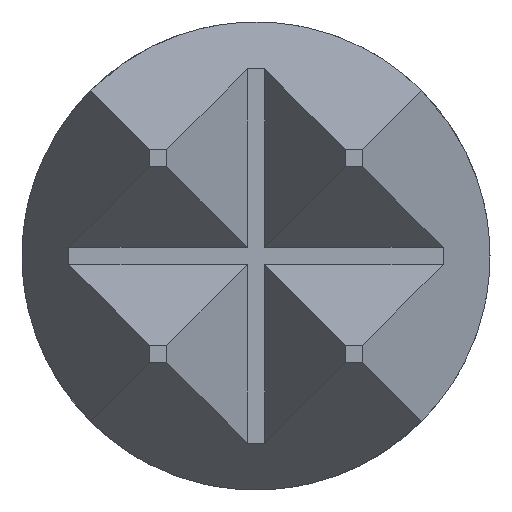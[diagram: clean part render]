
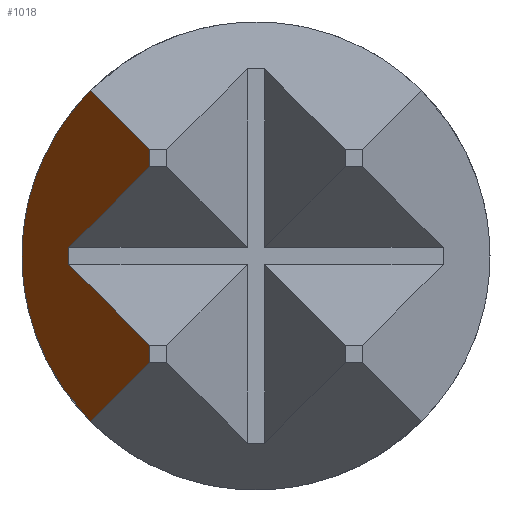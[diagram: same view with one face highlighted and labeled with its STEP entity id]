
A CAD part, left-side view. The second image highlights one B-rep face of the part: STEP entity #1018.
In plain terms, the highlighted planar face has unit normal (-0.5, 0.866, 0).
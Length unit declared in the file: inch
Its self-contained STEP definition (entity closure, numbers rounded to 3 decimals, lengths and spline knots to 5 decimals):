
#27 = CARTESIAN_POINT ( 'NONE',  ( -0.31, 0.0125, 0.73427 ) ) ;
#47 = CARTESIAN_POINT ( 'NONE',  ( -0.29797, 0.01945, -0.01945 ) ) ;
#49 = VERTEX_POINT ( 'NONE', #896 ) ;
#91 = VERTEX_POINT ( 'NONE', #677 ) ;
#99 =( BOUNDED_CURVE ( )  B_SPLINE_CURVE ( 3, ( #47, #1283, #1143, #619 ),
 .UNSPECIFIED., .F., .T. ) 
 B_SPLINE_CURVE_WITH_KNOTS ( ( 4, 4 ),
 ( 5.49779, 7.06858 ),
 .UNSPECIFIED. ) 
 CURVE ( )  GEOMETRIC_REPRESENTATION_ITEM ( )  RATIONAL_B_SPLINE_CURVE ( ( 1., 0.805, 0.805, 1. ) ) 
 REPRESENTATION_ITEM ( '' )  );
#121 = ORIENTED_EDGE ( 'NONE', *, *, #1381, .F. ) ;
#157 = LINE ( 'NONE', #385, #1222 ) ;
#187 = DIRECTION ( 'NONE',  ( -0.775, -0.447, 0.447 ) ) ;
#208 = CARTESIAN_POINT ( 'NONE',  ( -0.29797, 0.01945, 0.01945 ) ) ;
#212 = DIRECTION ( 'NONE',  ( 0.775, 0.447, 0.447 ) ) ;
#220 = ORIENTED_EDGE ( 'NONE', *, *, #1138, .T. ) ;
#236 = EDGE_CURVE ( 'NONE', #1191, #806, #99, .T. ) ;
#269 = VECTOR ( 'NONE', #212, 39.37008 ) ;
#278 = ORIENTED_EDGE ( 'NONE', *, *, #690, .T. ) ;
#280 = CARTESIAN_POINT ( 'NONE',  ( -0.29797, 0.01945, -0.01945 ) ) ;
#297 = PLANE ( 'NONE',  #1220 ) ;
#300 = CARTESIAN_POINT ( 'NONE',  ( -0.54292, -0.12197, 0.12197 ) ) ;
#314 = CARTESIAN_POINT ( 'NONE',  ( -0.31, 0.0125, 0.0125 ) ) ;
#361 = DIRECTION ( 'NONE',  ( 0., 0., -1. ) ) ;
#385 = CARTESIAN_POINT ( 'NONE',  ( -0.0342, 0.17173, 0.17173 ) ) ;
#406 = VERTEX_POINT ( 'NONE', #970 ) ;
#476 = EDGE_CURVE ( 'NONE', #1191, #91, #1209, .T. ) ;
#488 = LINE ( 'NONE', #942, #755 ) ;
#514 = LINE ( 'NONE', #1373, #954 ) ;
#584 = LINE ( 'NONE', #793, #269 ) ;
#586 = CARTESIAN_POINT ( 'NONE',  ( -0.27778, 0.0311, 0.73427 ) ) ;
#619 = CARTESIAN_POINT ( 'NONE',  ( -0.29797, 0.01945, 0.01945 ) ) ;
#677 = CARTESIAN_POINT ( 'NONE',  ( -0.31, 0.0125, -0.0125 ) ) ;
#690 = EDGE_CURVE ( 'NONE', #406, #49, #514, .T. ) ;
#700 = DIRECTION ( 'NONE',  ( -0.866, -0.5, 0. ) ) ;
#705 = VERTEX_POINT ( 'NONE', #1410 ) ;
#755 = VECTOR ( 'NONE', #1060, 39.37008 ) ;
#791 = VERTEX_POINT ( 'NONE', #314 ) ;
#793 = CARTESIAN_POINT ( 'NONE',  ( -0.02623, 0.17633, 0.15333 ) ) ;
#806 = VERTEX_POINT ( 'NONE', #208 ) ;
#840 = DIRECTION ( 'NONE',  ( -0.775, -0.447, 0.447 ) ) ;
#846 = DIRECTION ( 'NONE',  ( 0.775, 0.447, 0.447 ) ) ;
#896 = CARTESIAN_POINT ( 'NONE',  ( -0.29355, 0.022, 0.001 ) ) ;
#911 = VECTOR ( 'NONE', #187, 39.37008 ) ;
#942 = CARTESIAN_POINT ( 'NONE',  ( -0.31, 0.0125, 0.73427 ) ) ;
#943 = LINE ( 'NONE', #27, #1295 ) ;
#950 = DIRECTION ( 'NONE',  ( 0., 0., 1. ) ) ;
#954 = VECTOR ( 'NONE', #950, 39.37008 ) ;
#970 = CARTESIAN_POINT ( 'NONE',  ( -0.29355, 0.022, -0.001 ) ) ;
#1018 = ADVANCED_FACE ( 'NONE', ( #1210 ), #297, .T. ) ;
#1049 = EDGE_LOOP ( 'NONE', ( #1286, #1095, #121, #1155, #278, #220, #1149, #1402 ) ) ;
#1052 = CARTESIAN_POINT ( 'NONE',  ( -0.53495, -0.11737, 0.14037 ) ) ;
#1060 = DIRECTION ( 'NONE',  ( 0., 0., -1. ) ) ;
#1095 = ORIENTED_EDGE ( 'NONE', *, *, #476, .T. ) ;
#1116 = EDGE_CURVE ( 'NONE', #791, #1318, #943, .T. ) ;
#1138 = EDGE_CURVE ( 'NONE', #49, #1318, #1158, .T. ) ;
#1143 = CARTESIAN_POINT ( 'NONE',  ( -0.27824, 0.03084, 0.00805 ) ) ;
#1149 = ORIENTED_EDGE ( 'NONE', *, *, #1116, .F. ) ;
#1150 = VECTOR ( 'NONE', #840, 39.37008 ) ;
#1155 = ORIENTED_EDGE ( 'NONE', *, *, #1257, .T. ) ;
#1158 = LINE ( 'NONE', #1052, #1150 ) ;
#1191 = VERTEX_POINT ( 'NONE', #280 ) ;
#1209 = LINE ( 'NONE', #300, #911 ) ;
#1210 = FACE_OUTER_BOUND ( 'NONE', #1049, .T. ) ;
#1220 = AXIS2_PLACEMENT_3D ( 'NONE', #586, #1369, #700 ) ;
#1222 = VECTOR ( 'NONE', #846, 39.37008 ) ;
#1257 = EDGE_CURVE ( 'NONE', #705, #406, #584, .T. ) ;
#1283 = CARTESIAN_POINT ( 'NONE',  ( -0.27824, 0.03084, -0.00805 ) ) ;
#1286 = ORIENTED_EDGE ( 'NONE', *, *, #236, .F. ) ;
#1295 = VECTOR ( 'NONE', #361, 39.37008 ) ;
#1318 = VERTEX_POINT ( 'NONE', #1403 ) ;
#1342 = EDGE_CURVE ( 'NONE', #791, #806, #157, .T. ) ;
#1369 = DIRECTION ( 'NONE',  ( -0.5, 0.866, 0. ) ) ;
#1373 = CARTESIAN_POINT ( 'NONE',  ( -0.29355, 0.022, 0.73427 ) ) ;
#1381 = EDGE_CURVE ( 'NONE', #705, #91, #488, .T. ) ;
#1402 = ORIENTED_EDGE ( 'NONE', *, *, #1342, .T. ) ;
#1403 = CARTESIAN_POINT ( 'NONE',  ( -0.31, 0.0125, 0.0105 ) ) ;
#1410 = CARTESIAN_POINT ( 'NONE',  ( -0.31, 0.0125, -0.0105 ) ) ;
